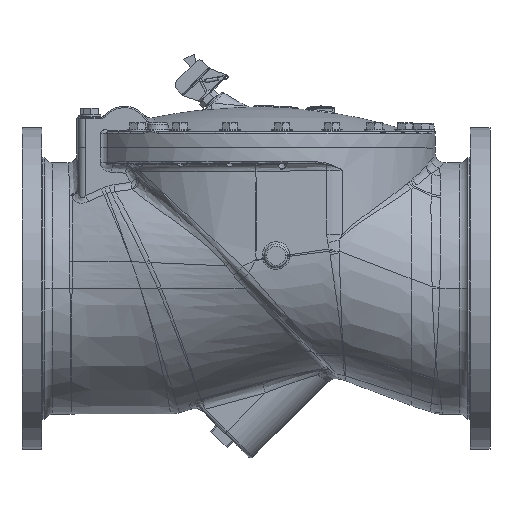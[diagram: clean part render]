
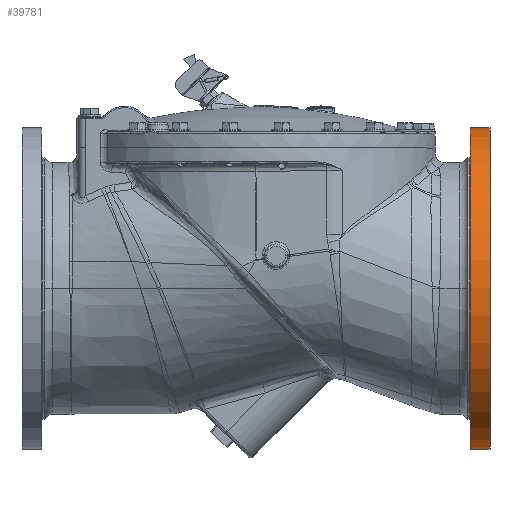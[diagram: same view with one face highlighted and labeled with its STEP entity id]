
A CAD part, top view. The second image highlights one B-rep face of the part: STEP entity #39781.
In plain terms, the highlighted cylindrical face has radius 349.25 mm (diameter 698.5 mm), a partial arc.
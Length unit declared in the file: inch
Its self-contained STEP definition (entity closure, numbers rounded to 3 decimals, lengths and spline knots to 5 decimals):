
#9026=CARTESIAN_POINT('',(20.,0.,0.));
#9027=DIRECTION('',(1.,0.,0.));
#9028=DIRECTION('',(0.,1.,0.));
#9029=AXIS2_PLACEMENT_3D('',#9026,#9027,#9028);
#9031=CARTESIAN_POINT('',(18.31,0.,0.));
#9032=DIRECTION('',(1.,0.,0.));
#9033=DIRECTION('',(0.,1.,0.));
#9034=AXIS2_PLACEMENT_3D('',#9031,#9032,#9033);
#9036=DIRECTION('',(-1.,0.,0.));
#9037=VECTOR('',#9036,1.69);
#9038=CARTESIAN_POINT('',(20.,13.75,0.));
#9039=LINE('',#9038,#9037);
#9045=DIRECTION('',(-1.,0.,0.));
#9046=VECTOR('',#9045,1.69);
#9047=CARTESIAN_POINT('',(20.,-13.75,0.));
#9048=LINE('',#9047,#9046);
#22514=CARTESIAN_POINT('',(20.,13.75,0.));
#22515=CARTESIAN_POINT('',(20.,-13.75,0.));
#22516=VERTEX_POINT('',#22514);
#22517=VERTEX_POINT('',#22515);
#22562=CARTESIAN_POINT('',(18.31,13.75,0.));
#22563=VERTEX_POINT('',#22562);
#22564=CARTESIAN_POINT('',(18.31,-13.75,0.));
#22565=VERTEX_POINT('',#22564);
#39767=CARTESIAN_POINT('',(-22.3784,0.,0.));
#39768=DIRECTION('',(1.,0.,0.));
#39769=DIRECTION('',(0.,-1.,0.));
#39770=AXIS2_PLACEMENT_3D('',#39767,#39768,#39769);
#39771=CYLINDRICAL_SURFACE('',#39770,13.75);
#39773=ORIENTED_EDGE('',*,*,#39772,.F.);
#39775=ORIENTED_EDGE('',*,*,#39774,.T.);
#39777=ORIENTED_EDGE('',*,*,#39776,.T.);
#39778=ORIENTED_EDGE('',*,*,#39624,.F.);
#39779=EDGE_LOOP('',(#39773,#39775,#39777,#39778));
#39780=FACE_OUTER_BOUND('',#39779,.F.);
#9030=CIRCLE('',#9029,13.75);
#9035=CIRCLE('',#9034,13.75);
#39624=EDGE_CURVE('',#22563,#22565,#9035,.T.);
#39772=EDGE_CURVE('',#22516,#22563,#9039,.T.);
#39774=EDGE_CURVE('',#22516,#22517,#9030,.T.);
#39776=EDGE_CURVE('',#22517,#22565,#9048,.T.);
#39781=ADVANCED_FACE('',(#39780),#39771,.T.);
